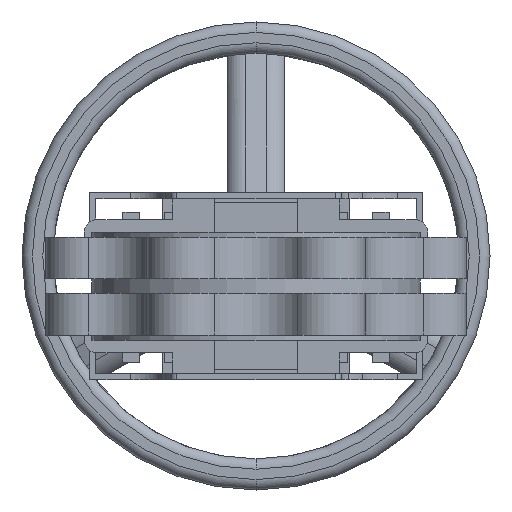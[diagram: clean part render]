
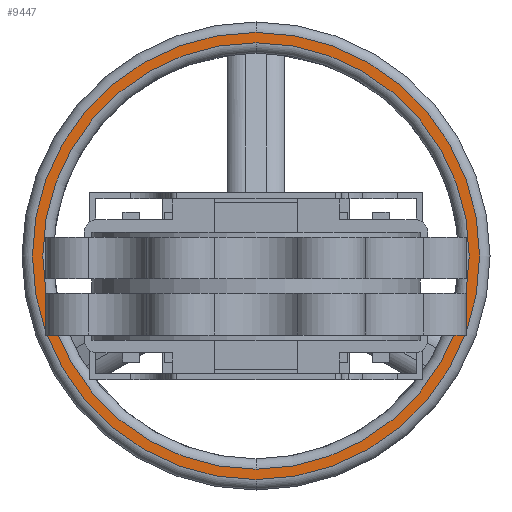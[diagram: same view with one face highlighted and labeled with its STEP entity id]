
A CAD part, front view. The second image highlights one B-rep face of the part: STEP entity #9447.
In plain terms, the highlighted planar face has unit normal (0, -1, 0).
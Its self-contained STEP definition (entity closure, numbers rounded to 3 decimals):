
#1205 = FACE_OUTER_BOUND ( 'NONE', #8856, .T. ) ;
#1720 = DIRECTION ( 'NONE',  ( 0., -1., 0. ) ) ;
#2291 = CARTESIAN_POINT ( 'NONE',  ( 0., 370.5, 38. ) ) ;
#2383 = CARTESIAN_POINT ( 'NONE',  ( 0., 370.5, -69.5 ) ) ;
#2503 = DIRECTION ( 'NONE',  ( 0., 1., 0. ) ) ;
#4136 = CARTESIAN_POINT ( 'NONE',  ( 0., 370.5, 38. ) ) ;
#5694 = CARTESIAN_POINT ( 'NONE',  ( 0., 370.5, 38. ) ) ;
#6023 = EDGE_CURVE ( 'NONE', #39352, #12144, #9980, .T. ) ;
#8351 = CARTESIAN_POINT ( 'NONE',  ( 0., 370.5, 38. ) ) ;
#8856 = EDGE_LOOP ( 'NONE', ( #22078, #17789 ) ) ;
#9036 = DIRECTION ( 'NONE',  ( 0., -1., 0. ) ) ;
#9447 = ADVANCED_FACE ( 'NONE', ( #40120, #1205 ), #25381, .T. ) ;
#9980 = CIRCLE ( 'NONE', #38922, 102.5 ) ;
#12144 = VERTEX_POINT ( 'NONE', #15569 ) ;
#12650 = DIRECTION ( 'NONE',  ( 0., -1., 0. ) ) ;
#13171 = AXIS2_PLACEMENT_3D ( 'NONE', #2291, #9036, #26707 ) ;
#13300 = DIRECTION ( 'NONE',  ( 0., 1., 0. ) ) ;
#14118 = CARTESIAN_POINT ( 'NONE',  ( 0., 370.5, 145.5 ) ) ;
#15519 = EDGE_CURVE ( 'NONE', #12144, #39352, #26642, .T. ) ;
#15569 = CARTESIAN_POINT ( 'NONE',  ( 0., 370.5, 140.5 ) ) ;
#17466 = CIRCLE ( 'NONE', #13171, 107.5 ) ;
#17789 = ORIENTED_EDGE ( 'NONE', *, *, #24541, .T. ) ;
#21512 = AXIS2_PLACEMENT_3D ( 'NONE', #22835, #2503, #33137 ) ;
#21969 = ORIENTED_EDGE ( 'NONE', *, *, #6023, .T. ) ;
#22078 = ORIENTED_EDGE ( 'NONE', *, *, #22882, .T. ) ;
#22835 = CARTESIAN_POINT ( 'NONE',  ( 0., 370.5, 38. ) ) ;
#22882 = EDGE_CURVE ( 'NONE', #30669, #29277, #34326, .T. ) ;
#24541 = EDGE_CURVE ( 'NONE', #29277, #30669, #17466, .T. ) ;
#25381 = PLANE ( 'NONE',  #40169 ) ;
#26642 = CIRCLE ( 'NONE', #21512, 102.5 ) ;
#26707 = DIRECTION ( 'NONE',  ( 0., 0., -1. ) ) ;
#29277 = VERTEX_POINT ( 'NONE', #14118 ) ;
#29927 = ORIENTED_EDGE ( 'NONE', *, *, #15519, .T. ) ;
#30669 = VERTEX_POINT ( 'NONE', #2383 ) ;
#33137 = DIRECTION ( 'NONE',  ( 0., 0., -1. ) ) ;
#34326 = CIRCLE ( 'NONE', #40096, 107.5 ) ;
#36419 = EDGE_LOOP ( 'NONE', ( #21969, #29927 ) ) ;
#36851 = DIRECTION ( 'NONE',  ( 0., 0., -1. ) ) ;
#38922 = AXIS2_PLACEMENT_3D ( 'NONE', #4136, #13300, #44475 ) ;
#39352 = VERTEX_POINT ( 'NONE', #39665 ) ;
#39665 = CARTESIAN_POINT ( 'NONE',  ( 0., 370.5, -64.5 ) ) ;
#40096 = AXIS2_PLACEMENT_3D ( 'NONE', #5694, #12650, #36851 ) ;
#40120 = FACE_BOUND ( 'NONE', #36419, .T. ) ;
#40169 = AXIS2_PLACEMENT_3D ( 'NONE', #8351, #1720, #42690 ) ;
#42690 = DIRECTION ( 'NONE',  ( 0., 0., -1. ) ) ;
#44475 = DIRECTION ( 'NONE',  ( 0., 0., -1. ) ) ;
